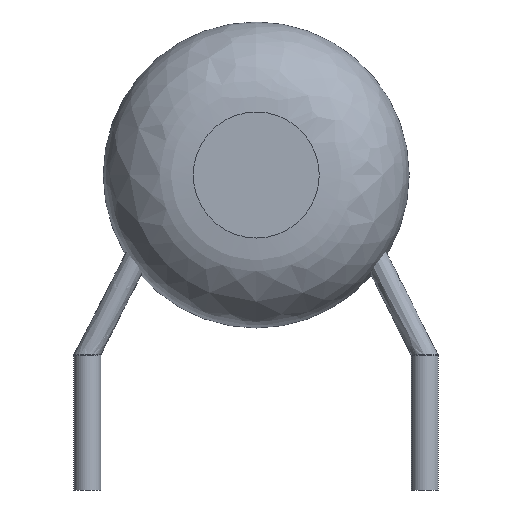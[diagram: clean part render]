
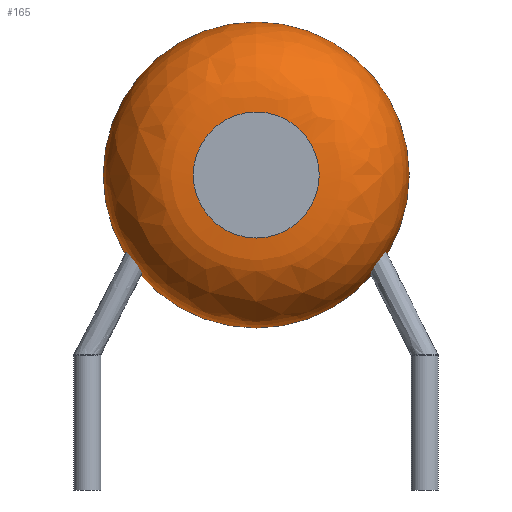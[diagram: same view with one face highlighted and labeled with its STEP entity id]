
A CAD part, front view. The second image highlights one B-rep face of the part: STEP entity #165.
In plain terms, the highlighted free-form (B-spline) face has degree [2, 2] with [3, 9] control points.
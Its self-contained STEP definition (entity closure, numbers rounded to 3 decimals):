
#16=(
BOUNDED_SURFACE()
B_SPLINE_SURFACE(2,2,((#325,#326,#327,#328,#329,#330,#331,#332,#333),(#334,
#335,#336,#337,#338,#339,#340,#341,#342),(#343,#344,#345,#346,#347,#348,
#349,#350,#351)),.UNSPECIFIED.,.F.,.T.,.F.)
B_SPLINE_SURFACE_WITH_KNOTS((3,3),(3,2,2,2,3),(0.,1.571),(-3.142,
-1.571,0.,1.571,3.142),.UNSPECIFIED.)
GEOMETRIC_REPRESENTATION_ITEM()
RATIONAL_B_SPLINE_SURFACE(((1.,0.707,1.,0.707,1.,
0.707,1.,0.707,1.),(0.707,0.5,0.707,
0.5,0.707,0.5,0.707,0.5,0.707),(1.,
0.707,1.,0.707,1.,0.707,1.,0.707,
1.)))
REPRESENTATION_ITEM('')
SURFACE()
);
#47=FACE_OUTER_BOUND('',#63,.T.);
#63=EDGE_LOOP('',(#137,#138,#139,#140,#141));
#81=CIRCLE('',#203,3.4);
#82=CIRCLE('',#204,3.4);
#83=CIRCLE('',#206,1.4);
#84=CIRCLE('',#207,2.);
#94=VERTEX_POINT('',#319);
#95=VERTEX_POINT('',#321);
#96=VERTEX_POINT('',#352);
#109=EDGE_CURVE('',#95,#94,#81,.T.);
#110=EDGE_CURVE('',#94,#95,#82,.T.);
#111=EDGE_CURVE('',#96,#96,#83,.T.);
#112=EDGE_CURVE('',#96,#95,#84,.T.);
#137=ORIENTED_EDGE('',*,*,#111,.T.);
#138=ORIENTED_EDGE('',*,*,#112,.T.);
#139=ORIENTED_EDGE('',*,*,#109,.T.);
#140=ORIENTED_EDGE('',*,*,#110,.T.);
#141=ORIENTED_EDGE('',*,*,#112,.F.);
#165=ADVANCED_FACE('',(#47),#16,.F.);
#203=AXIS2_PLACEMENT_3D('',#322,#245,#246);
#204=AXIS2_PLACEMENT_3D('',#323,#247,#248);
#206=AXIS2_PLACEMENT_3D('',#353,#251,#252);
#207=AXIS2_PLACEMENT_3D('',#354,#253,#254);
#245=DIRECTION('center_axis',(0.,-1.,0.));
#246=DIRECTION('ref_axis',(1.,0.,0.));
#247=DIRECTION('center_axis',(0.,-1.,0.));
#248=DIRECTION('ref_axis',(1.,0.,0.));
#251=DIRECTION('center_axis',(0.,1.,0.));
#252=DIRECTION('ref_axis',(1.,0.,0.));
#253=DIRECTION('center_axis',(-1.,0.,0.));
#254=DIRECTION('ref_axis',(0.,0.,1.));
#319=CARTESIAN_POINT('',(7.15,0.25,7.));
#321=CARTESIAN_POINT('',(3.75,0.25,10.4));
#322=CARTESIAN_POINT('Origin',(3.75,0.25,7.));
#323=CARTESIAN_POINT('Origin',(3.75,0.25,7.));
#325=CARTESIAN_POINT('Ctrl Pts',(3.75,0.25,10.4));
#326=CARTESIAN_POINT('Ctrl Pts',(0.35,0.25,10.4));
#327=CARTESIAN_POINT('Ctrl Pts',(0.35,0.25,7.));
#328=CARTESIAN_POINT('Ctrl Pts',(0.35,0.25,3.6));
#329=CARTESIAN_POINT('Ctrl Pts',(3.75,0.25,3.6));
#330=CARTESIAN_POINT('Ctrl Pts',(7.15,0.25,3.6));
#331=CARTESIAN_POINT('Ctrl Pts',(7.15,0.25,7.));
#332=CARTESIAN_POINT('Ctrl Pts',(7.15,0.25,10.4));
#333=CARTESIAN_POINT('Ctrl Pts',(3.75,0.25,10.4));
#334=CARTESIAN_POINT('Ctrl Pts',(3.75,-1.75,10.4));
#335=CARTESIAN_POINT('Ctrl Pts',(0.35,-1.75,10.4));
#336=CARTESIAN_POINT('Ctrl Pts',(0.35,-1.75,7.));
#337=CARTESIAN_POINT('Ctrl Pts',(0.35,-1.75,3.6));
#338=CARTESIAN_POINT('Ctrl Pts',(3.75,-1.75,3.6));
#339=CARTESIAN_POINT('Ctrl Pts',(7.15,-1.75,3.6));
#340=CARTESIAN_POINT('Ctrl Pts',(7.15,-1.75,7.));
#341=CARTESIAN_POINT('Ctrl Pts',(7.15,-1.75,10.4));
#342=CARTESIAN_POINT('Ctrl Pts',(3.75,-1.75,10.4));
#343=CARTESIAN_POINT('Ctrl Pts',(3.75,-1.75,8.4));
#344=CARTESIAN_POINT('Ctrl Pts',(2.35,-1.75,8.4));
#345=CARTESIAN_POINT('Ctrl Pts',(2.35,-1.75,7.));
#346=CARTESIAN_POINT('Ctrl Pts',(2.35,-1.75,5.6));
#347=CARTESIAN_POINT('Ctrl Pts',(3.75,-1.75,5.6));
#348=CARTESIAN_POINT('Ctrl Pts',(5.15,-1.75,5.6));
#349=CARTESIAN_POINT('Ctrl Pts',(5.15,-1.75,7.));
#350=CARTESIAN_POINT('Ctrl Pts',(5.15,-1.75,8.4));
#351=CARTESIAN_POINT('Ctrl Pts',(3.75,-1.75,8.4));
#352=CARTESIAN_POINT('',(3.75,-1.75,8.4));
#353=CARTESIAN_POINT('Origin',(3.75,-1.75,7.));
#354=CARTESIAN_POINT('Origin',(3.75,0.25,8.4));
